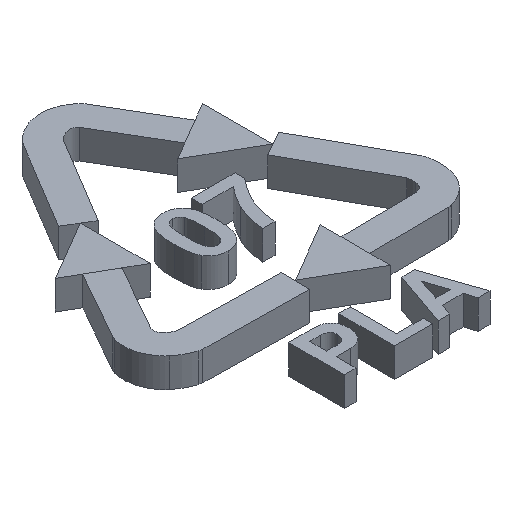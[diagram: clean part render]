
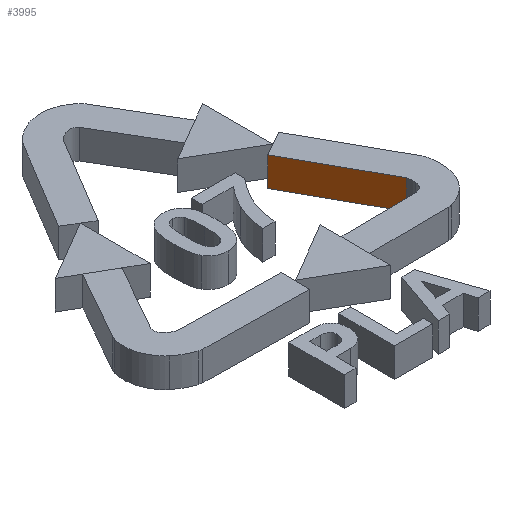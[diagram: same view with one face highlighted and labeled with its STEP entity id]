
A CAD part, isometric view. The second image highlights one B-rep face of the part: STEP entity #3995.
In plain terms, the highlighted free-form (B-spline) face has degree [1, 1] with [2, 2] control points.
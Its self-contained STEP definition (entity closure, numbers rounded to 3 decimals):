
#3139 = B_SPLINE_SURFACE_WITH_KNOTS('',1,1,(
    (#3140,#3141)
    ,(#3142,#3143
    )),.UNSPECIFIED.,.F.,.F.,.F.,(2,2),(2,2),(-18.514,
    14.213),(-13.203,23.404),
  .PIECEWISE_BEZIER_KNOTS.);
#3140 = CARTESIAN_POINT('',(7.882,-10.338,0.));
#3141 = CARTESIAN_POINT('',(7.882,-5.172,0.));
#3142 = CARTESIAN_POINT('',(12.5,-10.338,0.));
#3143 = CARTESIAN_POINT('',(12.5,-5.172,0.));
#3195 = B_SPLINE_SURFACE_WITH_KNOTS('',1,1,(
    (#3196,#3197)
    ,(#3198,#3199
    )),.UNSPECIFIED.,.F.,.F.,.F.,(2,2),(2,2),(-18.514,
    14.213),(-13.203,23.404),
  .PIECEWISE_BEZIER_KNOTS.);
#3196 = CARTESIAN_POINT('',(7.882,-10.338,1.));
#3197 = CARTESIAN_POINT('',(7.882,-5.172,1.));
#3198 = CARTESIAN_POINT('',(12.5,-10.338,1.));
#3199 = CARTESIAN_POINT('',(12.5,-5.172,1.));
#3316 = VERTEX_POINT('',#3317);
#3317 = CARTESIAN_POINT('',(9.747,-5.651,0.));
#3330 = B_SPLINE_SURFACE_WITH_KNOTS('',1,1,(
    (#3331,#3332)
    ,(#3333,#3334
    )),.UNSPECIFIED.,.F.,.F.,.F.,(2,2),(2,2),(0.,6.999),(-1.,0.
    ),.PIECEWISE_BEZIER_KNOTS.);
#3331 = CARTESIAN_POINT('',(10.61,-5.172,1.));
#3332 = CARTESIAN_POINT('',(10.61,-5.172,0.));
#3333 = CARTESIAN_POINT('',(9.747,-5.651,1.));
#3334 = CARTESIAN_POINT('',(9.747,-5.651,0.));
#3342 = EDGE_CURVE('',#3316,#3343,#3345,.T.);
#3343 = VERTEX_POINT('',#3344);
#3344 = CARTESIAN_POINT('',(11.451,-8.722,0.));
#3345 = SURFACE_CURVE('',#3346,(#3349,#3356),.PCURVE_S1.);
#3346 = B_SPLINE_CURVE_WITH_KNOTS('',1,(#3347,#3348),.UNSPECIFIED.,.F.,
  .F.,(2,2),(0.,24.89),.PIECEWISE_BEZIER_KNOTS.);
#3347 = CARTESIAN_POINT('',(9.747,-5.651,0.));
#3348 = CARTESIAN_POINT('',(11.451,-8.722,0.));
#3349 = PCURVE('',#3139,#3350);
#3350 = DEFINITIONAL_REPRESENTATION('',(#3351),#3355);
#3351 = B_SPLINE_CURVE_WITH_KNOTS('',2,(#3352,#3353,#3354),
  .UNSPECIFIED.,.F.,.F.,(3,3),(0.,24.89),
  .PIECEWISE_BEZIER_KNOTS.);
#3352 = CARTESIAN_POINT('',(-5.298,20.008));
#3353 = CARTESIAN_POINT('',(0.742,9.127));
#3354 = CARTESIAN_POINT('',(6.782,-1.754));
#3355 = ( GEOMETRIC_REPRESENTATION_CONTEXT(2) 
PARAMETRIC_REPRESENTATION_CONTEXT() REPRESENTATION_CONTEXT('2D SPACE',''
  ) );
#3356 = PCURVE('',#3357,#3362);
#3357 = B_SPLINE_SURFACE_WITH_KNOTS('',1,1,(
    (#3358,#3359)
    ,(#3360,#3361
    )),.UNSPECIFIED.,.F.,.F.,.F.,(2,2),(2,2),(0.,24.89),(-1.,
    0.),.PIECEWISE_BEZIER_KNOTS.);
#3358 = CARTESIAN_POINT('',(9.747,-5.651,1.));
#3359 = CARTESIAN_POINT('',(9.747,-5.651,0.));
#3360 = CARTESIAN_POINT('',(11.451,-8.722,1.));
#3361 = CARTESIAN_POINT('',(11.451,-8.722,0.));
#3362 = DEFINITIONAL_REPRESENTATION('',(#3363),#3367);
#3363 = B_SPLINE_CURVE_WITH_KNOTS('',2,(#3364,#3365,#3366),
  .UNSPECIFIED.,.F.,.F.,(3,3),(0.,24.89),
  .PIECEWISE_BEZIER_KNOTS.);
#3364 = CARTESIAN_POINT('',(0.,0.));
#3365 = CARTESIAN_POINT('',(12.445,0.));
#3366 = CARTESIAN_POINT('',(24.89,0.));
#3367 = ( GEOMETRIC_REPRESENTATION_CONTEXT(2) 
PARAMETRIC_REPRESENTATION_CONTEXT() REPRESENTATION_CONTEXT('2D SPACE',''
  ) );
#3387 = B_SPLINE_SURFACE_WITH_KNOTS('',3,1,(
    (#3388,#3389)
    ,(#3390,#3391)
    ,(#3392,#3393)
    ,(#3394,#3395
    )),.UNSPECIFIED.,.F.,.F.,.F.,(4,4),(2,2),(0.,1.),(-1.,0.),
  .PIECEWISE_BEZIER_KNOTS.);
#3388 = CARTESIAN_POINT('',(11.451,-8.722,1.));
#3389 = CARTESIAN_POINT('',(11.451,-8.722,0.));
#3390 = CARTESIAN_POINT('',(11.457,-8.753,1.));
#3391 = CARTESIAN_POINT('',(11.457,-8.753,0.));
#3392 = CARTESIAN_POINT('',(11.483,-8.871,1.));
#3393 = CARTESIAN_POINT('',(11.483,-8.871,0.));
#3394 = CARTESIAN_POINT('',(11.458,-9.016,1.));
#3395 = CARTESIAN_POINT('',(11.458,-9.016,0.));
#3601 = VERTEX_POINT('',#3602);
#3602 = CARTESIAN_POINT('',(9.747,-5.651,1.));
#3622 = EDGE_CURVE('',#3601,#3623,#3625,.T.);
#3623 = VERTEX_POINT('',#3624);
#3624 = CARTESIAN_POINT('',(11.451,-8.722,1.));
#3625 = SURFACE_CURVE('',#3626,(#3629,#3636),.PCURVE_S1.);
#3626 = B_SPLINE_CURVE_WITH_KNOTS('',1,(#3627,#3628),.UNSPECIFIED.,.F.,
  .F.,(2,2),(0.,24.89),.PIECEWISE_BEZIER_KNOTS.);
#3627 = CARTESIAN_POINT('',(9.747,-5.651,1.));
#3628 = CARTESIAN_POINT('',(11.451,-8.722,1.));
#3629 = PCURVE('',#3195,#3630);
#3630 = DEFINITIONAL_REPRESENTATION('',(#3631),#3635);
#3631 = B_SPLINE_CURVE_WITH_KNOTS('',2,(#3632,#3633,#3634),
  .UNSPECIFIED.,.F.,.F.,(3,3),(0.,24.89),
  .PIECEWISE_BEZIER_KNOTS.);
#3632 = CARTESIAN_POINT('',(-5.298,20.008));
#3633 = CARTESIAN_POINT('',(0.742,9.127));
#3634 = CARTESIAN_POINT('',(6.782,-1.754));
#3635 = ( GEOMETRIC_REPRESENTATION_CONTEXT(2) 
PARAMETRIC_REPRESENTATION_CONTEXT() REPRESENTATION_CONTEXT('2D SPACE',''
  ) );
#3636 = PCURVE('',#3357,#3637);
#3637 = DEFINITIONAL_REPRESENTATION('',(#3638),#3642);
#3638 = B_SPLINE_CURVE_WITH_KNOTS('',2,(#3639,#3640,#3641),
  .UNSPECIFIED.,.F.,.F.,(3,3),(0.,24.89),
  .PIECEWISE_BEZIER_KNOTS.);
#3639 = CARTESIAN_POINT('',(0.,-1.));
#3640 = CARTESIAN_POINT('',(12.445,-1.));
#3641 = CARTESIAN_POINT('',(24.89,-1.));
#3642 = ( GEOMETRIC_REPRESENTATION_CONTEXT(2) 
PARAMETRIC_REPRESENTATION_CONTEXT() REPRESENTATION_CONTEXT('2D SPACE',''
  ) );
#3973 = EDGE_CURVE('',#3343,#3623,#3974,.T.);
#3974 = SURFACE_CURVE('',#3975,(#3978,#3985),.PCURVE_S1.);
#3975 = B_SPLINE_CURVE_WITH_KNOTS('',1,(#3976,#3977),.UNSPECIFIED.,.F.,
  .F.,(2,2),(0.,1.),.PIECEWISE_BEZIER_KNOTS.);
#3976 = CARTESIAN_POINT('',(11.451,-8.722,0.));
#3977 = CARTESIAN_POINT('',(11.451,-8.722,1.));
#3978 = PCURVE('',#3387,#3979);
#3979 = DEFINITIONAL_REPRESENTATION('',(#3980),#3984);
#3980 = B_SPLINE_CURVE_WITH_KNOTS('',2,(#3981,#3982,#3983),
  .UNSPECIFIED.,.F.,.F.,(3,3),(0.,1.),.PIECEWISE_BEZIER_KNOTS.);
#3981 = CARTESIAN_POINT('',(0.,0.));
#3982 = CARTESIAN_POINT('',(0.,-0.5));
#3983 = CARTESIAN_POINT('',(0.,-1.));
#3984 = ( GEOMETRIC_REPRESENTATION_CONTEXT(2) 
PARAMETRIC_REPRESENTATION_CONTEXT() REPRESENTATION_CONTEXT('2D SPACE',''
  ) );
#3985 = PCURVE('',#3357,#3986);
#3986 = DEFINITIONAL_REPRESENTATION('',(#3987),#3991);
#3987 = B_SPLINE_CURVE_WITH_KNOTS('',2,(#3988,#3989,#3990),
  .UNSPECIFIED.,.F.,.F.,(3,3),(0.,1.),.PIECEWISE_BEZIER_KNOTS.);
#3988 = CARTESIAN_POINT('',(24.89,0.));
#3989 = CARTESIAN_POINT('',(24.89,-0.5));
#3990 = CARTESIAN_POINT('',(24.89,-1.));
#3991 = ( GEOMETRIC_REPRESENTATION_CONTEXT(2) 
PARAMETRIC_REPRESENTATION_CONTEXT() REPRESENTATION_CONTEXT('2D SPACE',''
  ) );
#3995 = ADVANCED_FACE('',(#3996),#3357,.F.);
#3996 = FACE_BOUND('',#3997,.F.);
#3997 = EDGE_LOOP('',(#3998,#4018,#4019,#4020));
#3998 = ORIENTED_EDGE('',*,*,#3999,.T.);
#3999 = EDGE_CURVE('',#3316,#3601,#4000,.T.);
#4000 = SURFACE_CURVE('',#4001,(#4004,#4011),.PCURVE_S1.);
#4001 = B_SPLINE_CURVE_WITH_KNOTS('',1,(#4002,#4003),.UNSPECIFIED.,.F.,
  .F.,(2,2),(0.,1.),.PIECEWISE_BEZIER_KNOTS.);
#4002 = CARTESIAN_POINT('',(9.747,-5.651,0.));
#4003 = CARTESIAN_POINT('',(9.747,-5.651,1.));
#4004 = PCURVE('',#3357,#4005);
#4005 = DEFINITIONAL_REPRESENTATION('',(#4006),#4010);
#4006 = B_SPLINE_CURVE_WITH_KNOTS('',2,(#4007,#4008,#4009),
  .UNSPECIFIED.,.F.,.F.,(3,3),(0.,1.),.PIECEWISE_BEZIER_KNOTS.);
#4007 = CARTESIAN_POINT('',(0.,0.));
#4008 = CARTESIAN_POINT('',(0.,-0.5));
#4009 = CARTESIAN_POINT('',(0.,-1.));
#4010 = ( GEOMETRIC_REPRESENTATION_CONTEXT(2) 
PARAMETRIC_REPRESENTATION_CONTEXT() REPRESENTATION_CONTEXT('2D SPACE',''
  ) );
#4011 = PCURVE('',#3330,#4012);
#4012 = DEFINITIONAL_REPRESENTATION('',(#4013),#4017);
#4013 = B_SPLINE_CURVE_WITH_KNOTS('',2,(#4014,#4015,#4016),
  .UNSPECIFIED.,.F.,.F.,(3,3),(0.,1.),.PIECEWISE_BEZIER_KNOTS.);
#4014 = CARTESIAN_POINT('',(6.999,0.));
#4015 = CARTESIAN_POINT('',(6.999,-0.5));
#4016 = CARTESIAN_POINT('',(6.999,-1.));
#4017 = ( GEOMETRIC_REPRESENTATION_CONTEXT(2) 
PARAMETRIC_REPRESENTATION_CONTEXT() REPRESENTATION_CONTEXT('2D SPACE',''
  ) );
#4018 = ORIENTED_EDGE('',*,*,#3622,.T.);
#4019 = ORIENTED_EDGE('',*,*,#3973,.F.);
#4020 = ORIENTED_EDGE('',*,*,#3342,.F.);
